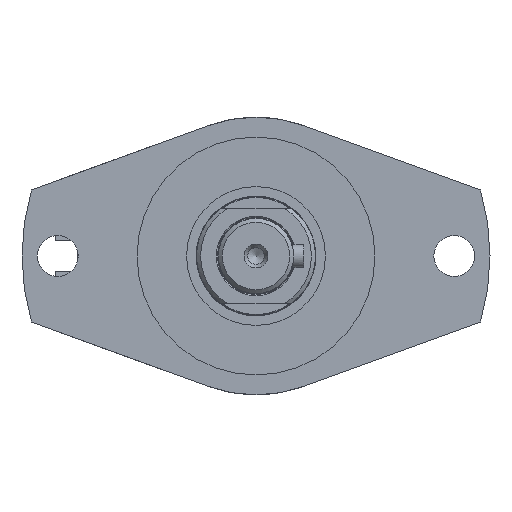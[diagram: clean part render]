
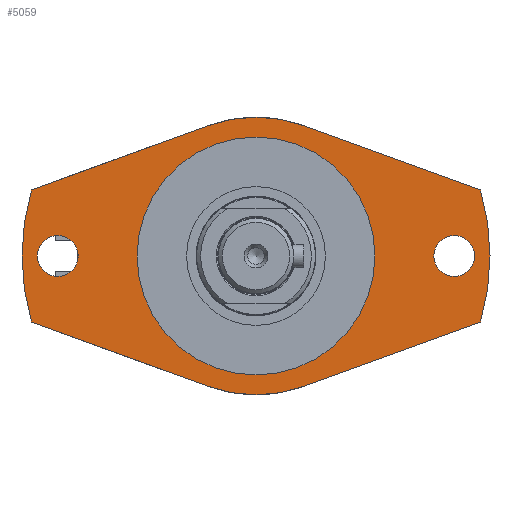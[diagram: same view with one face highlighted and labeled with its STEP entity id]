
A CAD part, left-side view. The second image highlights one B-rep face of the part: STEP entity #5059.
In plain terms, the highlighted planar face has unit normal (-1, 0, 0).
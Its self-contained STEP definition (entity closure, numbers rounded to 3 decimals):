
#150=FACE_BOUND('',#1548,.T.);
#151=FACE_BOUND('',#1549,.T.);
#152=FACE_BOUND('',#1550,.T.);
#240=PLANE('',#5538);
#474=LINE('',#8118,#841);
#477=LINE('',#8124,#844);
#481=LINE('',#8131,#848);
#484=LINE('',#8137,#851);
#841=VECTOR('',#6537,10.);
#844=VECTOR('',#6542,10.);
#848=VECTOR('',#6548,10.);
#851=VECTOR('',#6553,10.);
#1252=FACE_OUTER_BOUND('',#1547,.T.);
#1547=EDGE_LOOP('',(#3883,#3884,#3885,#3886,#3887,#3888,#3889,#3890));
#1548=EDGE_LOOP('',(#3891));
#1549=EDGE_LOOP('',(#3892));
#1550=EDGE_LOOP('',(#3893,#3894));
#1888=CIRCLE('',#5520,35.);
#1890=CIRCLE('',#5522,35.);
#1894=CIRCLE('',#5527,5.15);
#1897=CIRCLE('',#5531,5.15);
#1899=CIRCLE('',#5539,59.);
#1900=CIRCLE('',#5540,59.);
#1901=CIRCLE('',#5541,30.);
#1902=CIRCLE('',#5542,30.);
#2248=VERTEX_POINT('',#8083);
#2249=VERTEX_POINT('',#8085);
#2252=VERTEX_POINT('',#8091);
#2253=VERTEX_POINT('',#8093);
#2257=VERTEX_POINT('',#8103);
#2260=VERTEX_POINT('',#8111);
#2261=VERTEX_POINT('',#8115);
#2264=VERTEX_POINT('',#8123);
#2266=VERTEX_POINT('',#8129);
#2268=VERTEX_POINT('',#8134);
#2269=VERTEX_POINT('',#8143);
#2270=VERTEX_POINT('',#8144);
#2838=EDGE_CURVE('',#2249,#2248,#1888,.T.);
#2842=EDGE_CURVE('',#2253,#2252,#1890,.T.);
#2848=EDGE_CURVE('',#2257,#2257,#1894,.T.);
#2852=EDGE_CURVE('',#2260,#2260,#1897,.T.);
#2854=EDGE_CURVE('',#2248,#2261,#474,.T.);
#2857=EDGE_CURVE('',#2264,#2253,#477,.T.);
#2861=EDGE_CURVE('',#2252,#2266,#481,.T.);
#2864=EDGE_CURVE('',#2268,#2249,#484,.T.);
#2866=EDGE_CURVE('',#2264,#2261,#1899,.T.);
#2867=EDGE_CURVE('',#2268,#2266,#1900,.T.);
#2868=EDGE_CURVE('',#2269,#2270,#1901,.T.);
#2869=EDGE_CURVE('',#2270,#2269,#1902,.T.);
#3883=ORIENTED_EDGE('',*,*,#2864,.T.);
#3884=ORIENTED_EDGE('',*,*,#2838,.T.);
#3885=ORIENTED_EDGE('',*,*,#2854,.T.);
#3886=ORIENTED_EDGE('',*,*,#2866,.F.);
#3887=ORIENTED_EDGE('',*,*,#2857,.T.);
#3888=ORIENTED_EDGE('',*,*,#2842,.T.);
#3889=ORIENTED_EDGE('',*,*,#2861,.T.);
#3890=ORIENTED_EDGE('',*,*,#2867,.F.);
#3891=ORIENTED_EDGE('',*,*,#2848,.T.);
#3892=ORIENTED_EDGE('',*,*,#2852,.T.);
#3893=ORIENTED_EDGE('',*,*,#2868,.T.);
#3894=ORIENTED_EDGE('',*,*,#2869,.T.);
#5059=ADVANCED_FACE('',(#1252,#150,#151,#152),#240,.T.);
#5520=AXIS2_PLACEMENT_3D('',#8086,#6505,#6506);
#5522=AXIS2_PLACEMENT_3D('',#8094,#6511,#6512);
#5527=AXIS2_PLACEMENT_3D('',#8105,#6523,#6524);
#5531=AXIS2_PLACEMENT_3D('',#8113,#6532,#6533);
#5538=AXIS2_PLACEMENT_3D('',#8140,#6558,#6559);
#5539=AXIS2_PLACEMENT_3D('',#8141,#6560,#6561);
#5540=AXIS2_PLACEMENT_3D('',#8142,#6562,#6563);
#5541=AXIS2_PLACEMENT_3D('',#8145,#6564,#6565);
#5542=AXIS2_PLACEMENT_3D('',#8146,#6566,#6567);
#6505=DIRECTION('center_axis',(-1.,0.,0.));
#6506=DIRECTION('ref_axis',(0.,0.342,-0.94));
#6511=DIRECTION('center_axis',(-1.,0.,0.));
#6512=DIRECTION('ref_axis',(0.,-0.342,0.94));
#6523=DIRECTION('center_axis',(1.,0.,0.));
#6524=DIRECTION('ref_axis',(0.,0.,
1.));
#6532=DIRECTION('center_axis',(1.,0.,0.));
#6533=DIRECTION('ref_axis',(0.,0.,
1.));
#6537=DIRECTION('',(0.,0.94,-0.342));
#6542=DIRECTION('',(0.,-0.94,-0.342));
#6548=DIRECTION('',(0.,-0.94,0.342));
#6553=DIRECTION('',(0.,0.94,0.342));
#6558=DIRECTION('center_axis',(-1.,0.,0.));
#6559=DIRECTION('ref_axis',(0.,0.,
-1.));
#6560=DIRECTION('center_axis',(1.,0.,0.));
#6561=DIRECTION('ref_axis',(0.,-1.,0.));
#6562=DIRECTION('center_axis',(1.,0.,0.));
#6563=DIRECTION('ref_axis',(0.,-1.,0.));
#6564=DIRECTION('center_axis',(1.,0.,0.));
#6565=DIRECTION('ref_axis',(0.,-1.,0.));
#6566=DIRECTION('center_axis',(1.,0.,0.));
#6567=DIRECTION('ref_axis',(0.,-1.,0.));
#8083=CARTESIAN_POINT('',(-195.7,11.971,32.889));
#8085=CARTESIAN_POINT('',(-195.7,-11.971,32.889));
#8086=CARTESIAN_POINT('Origin',(-195.7,0.,
0.));
#8091=CARTESIAN_POINT('',(-195.7,-11.971,-32.889));
#8093=CARTESIAN_POINT('',(-195.7,11.971,-32.889));
#8094=CARTESIAN_POINT('Origin',(-195.7,0.,
0.));
#8103=CARTESIAN_POINT('',(-195.7,50.,-5.15));
#8105=CARTESIAN_POINT('Origin',(-195.7,50.,0.));
#8111=CARTESIAN_POINT('',(-195.7,-50.,-5.15));
#8113=CARTESIAN_POINT('Origin',(-195.7,-50.,0.));
#8115=CARTESIAN_POINT('',(-195.7,56.604,16.644));
#8118=CARTESIAN_POINT('',(-195.7,-7.677,40.04));
#8123=CARTESIAN_POINT('',(-195.7,56.604,-16.644));
#8124=CARTESIAN_POINT('',(-195.7,37.505,-23.596));
#8129=CARTESIAN_POINT('',(-195.7,-56.604,-16.644));
#8131=CARTESIAN_POINT('',(-195.7,-31.618,-25.738));
#8134=CARTESIAN_POINT('',(-195.7,-56.604,16.644));
#8137=CARTESIAN_POINT('',(-195.7,-76.799,9.294));
#8140=CARTESIAN_POINT('Origin',(-195.7,-44.5,0.));
#8141=CARTESIAN_POINT('Origin',(-195.7,0.,
0.));
#8142=CARTESIAN_POINT('Origin',(-195.7,0.,
0.));
#8143=CARTESIAN_POINT('',(-195.7,-30.,0.));
#8144=CARTESIAN_POINT('',(-195.7,30.,0.));
#8145=CARTESIAN_POINT('Origin',(-195.7,0.,
0.));
#8146=CARTESIAN_POINT('Origin',(-195.7,0.,
0.));
